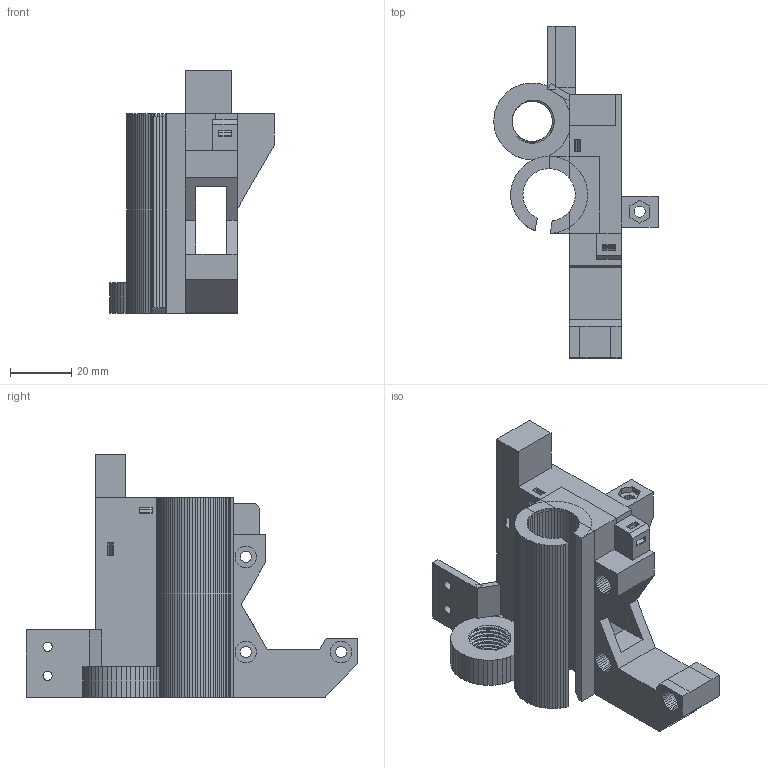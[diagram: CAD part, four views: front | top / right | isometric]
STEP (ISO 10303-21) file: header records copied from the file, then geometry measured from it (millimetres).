
FILE_DESCRIPTION(/* description */ (''),/* implementation_level */ '2;1');
FILE_NAME(/* name */ 'X_Motor_Threaded.stp',/* time_stamp */ '2016-05-26T14:23:19-04:00',/* author */ (''),/* organization */ (''),/* preprocessor_version */ 'ST-DEVELOPER v15',/* originating_system */ 'SIEMENS PLM Software NX 9.0',/* authorisation */ '');
FILE_SCHEMA (('AP203_CONFIGURATION_CONTROLLED_3D_DESIGN_OF_MECHANICAL_PARTS_AND_ASSEMBLIES_MIM_LF { 1 0 10303 403 2 1 2}'));
Length unit declared in the file: millimetre
Products named in the file (1): 1015359C0AC2spz1
Bounding box: 53.5 x 108 x 79 mm (x, y, z)
Volume: 59309 mm3; surface area: 30747.6 mm2
Topology: 1 solids, 1 shells, 716 faces, 2271 edges, 1648 vertices
Faces by surface type: plane 710, cylinder 4, bspline 2
Full cylindrical faces by diameter (mm): 3 x2
Entity records: 26647 total; most frequent: CARTESIAN_POINT 6526, ORIENTED_EDGE 4376, DIRECTION 3710, LINE 2260, VECTOR 2260, EDGE_CURVE 2188, VERTEX_POINT 1476, EDGE_LOOP 744
